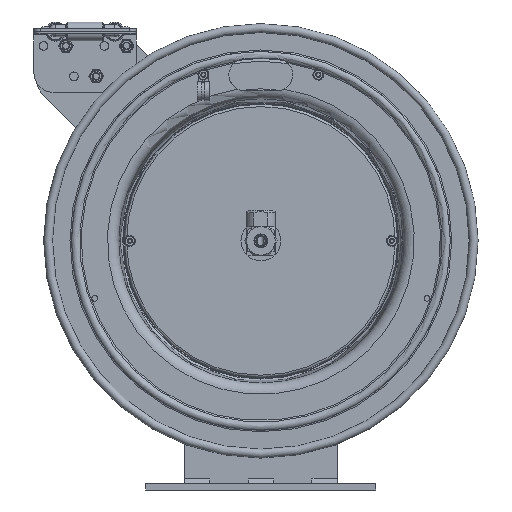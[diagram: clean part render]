
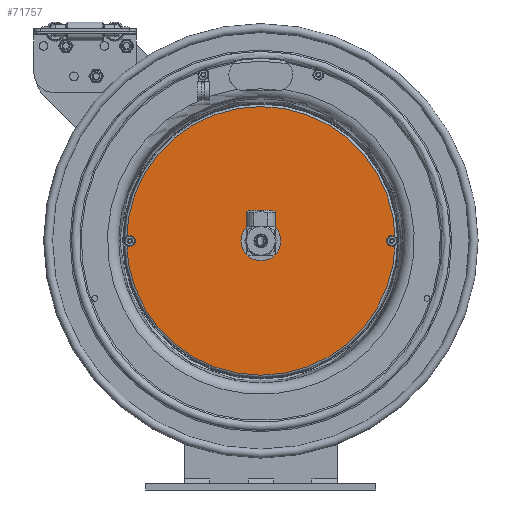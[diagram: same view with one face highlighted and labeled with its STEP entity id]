
A CAD part, front view. The second image highlights one B-rep face of the part: STEP entity #71757.
In plain terms, the highlighted planar face has unit normal (0, -1, 0).
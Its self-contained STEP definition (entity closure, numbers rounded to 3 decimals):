
#3975=FACE_BOUND('',#8381,.T.);
#3976=FACE_BOUND('',#8382,.T.);
#3977=FACE_BOUND('',#8383,.T.);
#5541=FACE_OUTER_BOUND('',#8380,.T.);
#8380=EDGE_LOOP('',(#57824,#57825));
#8381=EDGE_LOOP('',(#57826));
#8382=EDGE_LOOP('',(#57827));
#8383=EDGE_LOOP('',(#57828));
#11819=CIRCLE('',#76635,5.255);
#11820=CIRCLE('',#76636,5.255);
#11824=CIRCLE('',#76641,0.1);
#11825=CIRCLE('',#76642,0.1);
#11826=CIRCLE('',#76643,0.65);
#31673=VERTEX_POINT('',#115096);
#31674=VERTEX_POINT('',#115097);
#31677=VERTEX_POINT('',#115106);
#31678=VERTEX_POINT('',#115108);
#31679=VERTEX_POINT('',#115110);
#42794=EDGE_CURVE('',#31673,#31674,#11819,.T.);
#42795=EDGE_CURVE('',#31674,#31673,#11820,.T.);
#42799=EDGE_CURVE('',#31677,#31677,#11824,.T.);
#42800=EDGE_CURVE('',#31678,#31678,#11825,.T.);
#42801=EDGE_CURVE('',#31679,#31679,#11826,.T.);
#57824=ORIENTED_EDGE('',*,*,#42794,.T.);
#57825=ORIENTED_EDGE('',*,*,#42795,.T.);
#57826=ORIENTED_EDGE('',*,*,#42799,.T.);
#57827=ORIENTED_EDGE('',*,*,#42800,.T.);
#57828=ORIENTED_EDGE('',*,*,#42801,.T.);
#67062=PLANE('',#76640);
#71757=ADVANCED_FACE('',(#5541,#3975,#3976,#3977),#67062,.T.);
#76635=AXIS2_PLACEMENT_3D('',#115098,#87674,#87675);
#76636=AXIS2_PLACEMENT_3D('',#115099,#87676,#87677);
#76640=AXIS2_PLACEMENT_3D('',#115105,#87684,#87685);
#76641=AXIS2_PLACEMENT_3D('',#115107,#87686,#87687);
#76642=AXIS2_PLACEMENT_3D('',#115109,#87688,#87689);
#76643=AXIS2_PLACEMENT_3D('',#115111,#87690,#87691);
#87674=DIRECTION('center_axis',(0.,-1.,0.));
#87675=DIRECTION('ref_axis',(0.,0.,
-1.));
#87676=DIRECTION('center_axis',(0.,-1.,0.));
#87677=DIRECTION('ref_axis',(0.,0.,
-1.));
#87684=DIRECTION('center_axis',(0.,-1.,0.));
#87685=DIRECTION('ref_axis',(-1.,0.,0.));
#87686=DIRECTION('center_axis',(0.,1.,0.));
#87687=DIRECTION('ref_axis',(0.,0.,
-1.));
#87688=DIRECTION('center_axis',(0.,1.,0.));
#87689=DIRECTION('ref_axis',(0.,0.,
-1.));
#87690=DIRECTION('center_axis',(0.,1.,0.));
#87691=DIRECTION('ref_axis',(0.,0.,
1.));
#115096=CARTESIAN_POINT('',(0.,-3.118,4.493));
#115097=CARTESIAN_POINT('',(5.255,-3.118,9.748));
#115098=CARTESIAN_POINT('Origin',(0.,-3.118,9.748));
#115099=CARTESIAN_POINT('Origin',(0.,-3.118,9.748));
#115105=CARTESIAN_POINT('Origin',(0.,-3.118,7.12));
#115106=CARTESIAN_POINT('',(-5.125,-3.118,9.648));
#115107=CARTESIAN_POINT('Origin',(-5.125,-3.118,9.748));
#115108=CARTESIAN_POINT('',(5.125,-3.118,9.648));
#115109=CARTESIAN_POINT('Origin',(5.125,-3.118,9.748));
#115110=CARTESIAN_POINT('',(0.,-3.118,9.098));
#115111=CARTESIAN_POINT('Origin',(0.,-3.118,9.748));
